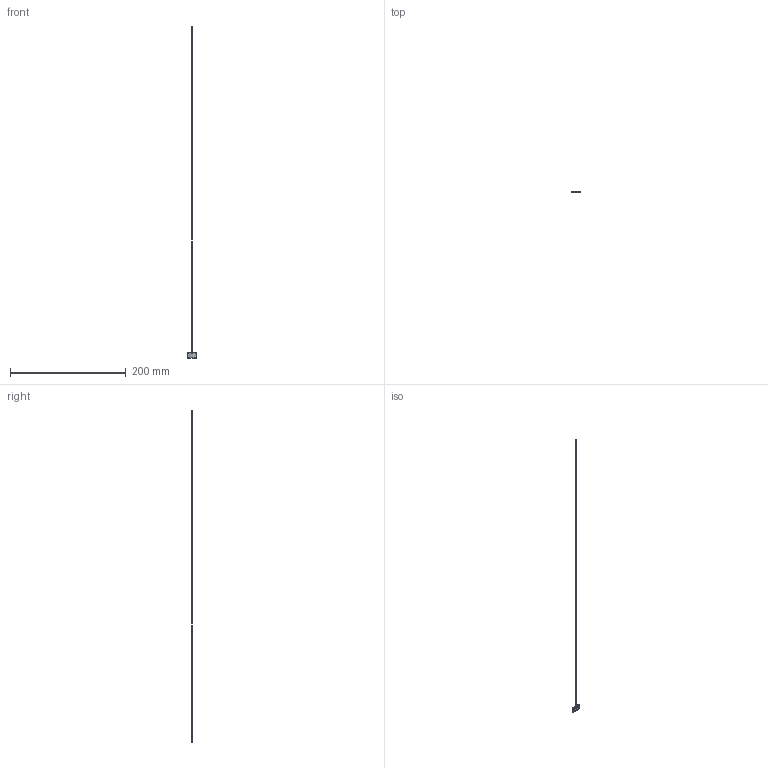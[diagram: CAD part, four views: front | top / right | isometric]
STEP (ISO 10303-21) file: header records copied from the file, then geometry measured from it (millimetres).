
FILE_DESCRIPTION (( 'STEP AP214' ), '1' );
FILE_NAME ('8303, AMS Lead, Rev 1.1.STEP', '2025-02-14T15:47:17', ( '' ), ( '' ), 'SwSTEP 2.0', 'SolidWorks 2022', '' );
FILE_SCHEMA (( 'AUTOMOTIVE_DESIGN' ));
Length unit declared in the file: millimetre
Products named in the file (19): pinShape; 8159 Proximal Contact-1.5 mm Rev 1.0; AMS Sensor PCBA; 8184, Proximal Lead Tip, Rev. 1.1; Body; U200; 8158 Proximal Contact-3 mm Rev 1.0; 8262, Silicone Tubing 1.25 mm ID x 1.5 in, Rev 0.1; 8XXX, Silicone Dip, Rev 0.1; Board; 6464670336; 8XXX, 4 80Pt20Ir Wire; Inner Connect XXXX, Outer Tubing 80A 550 mm, Rev 1.0; Open CASCADE STEP translator 7.5 11.1; 8263, PEEK Single Lumen Tube, Rev 2.1; 8181 Pellethane 55D Tube, 1.245 MM, Rev. 1.0; Open CASCADE STEP translator 7.5 11.2.1; 8303, AMS Lead, Rev 1.1; Open CASCADE STEP translator 7.5 1.1.1
Assembly tree (39 placements, depth 6):
  8303, AMS Lead, Rev 1.1
    8XXX, 4 80Pt20Ir Wire
    Inner Connect XXXX, Outer Tubing 80A 550 mm, Rev 1.0
    8263, PEEK Single Lumen Tube, Rev 2.1
    8262, Silicone Tubing 1.25 mm ID x 1.5 in, Rev 0.1
    8159 Proximal Contact-1.5 mm Rev 1.0  x4
    8158 Proximal Contact-3 mm Rev 1.0
    AMS Sensor PCBA
      Board
        Open CASCADE STEP translator 7.5 1.1.1
      U200
        6464670336
          Open CASCADE STEP translator 7.5 11.1
          Body
            Open CASCADE STEP translator 7.5 11.2.1
          pinShape  x16
    8XXX, Silicone Dip, Rev 0.1
    8181 Pellethane 55D Tube, 1.245 MM, Rev. 1.0  x4
    8184, Proximal Lead Tip, Rev. 1.1
Bounding box: 16 x 3.07 x 572.53 mm (x, y, z)
Volume: 543.5 mm3; surface area: 5995.8 mm2
Topology: 38 solids, 39 shells, 386 faces, 920 edges, 609 vertices
Faces by surface type: plane 208, cylinder 160, torus 13, bspline 2, cone 2, sphere 1
Entity records: 9565 total; most frequent: CARTESIAN_POINT 2093, DIRECTION 1346, ORIENTED_EDGE 1260, EDGE_CURVE 631, AXIS2_PLACEMENT_3D 522, VERTEX_POINT 417, LINE 302, VECTOR 302
